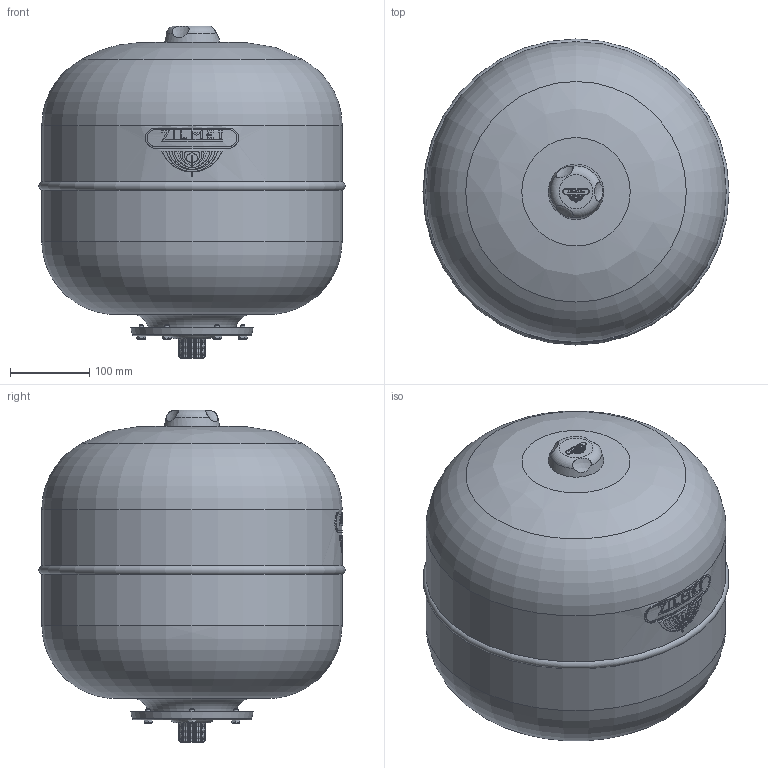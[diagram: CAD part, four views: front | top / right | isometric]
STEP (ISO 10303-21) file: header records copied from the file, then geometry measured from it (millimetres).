
FILE_DESCRIPTION(/* description */ (''),/* implementation_level */ '2;1');
FILE_NAME(/* name */ '00_ULTRA-PRO 35L V 10bar_1100003500.stp',/* time_stamp */ '2019-09-19T16:54:37+03:00',/* author */ ('shkarinov'),/* organization */ (''),/* preprocessor_version */ 'ST-DEVELOPER v16.5',/* originating_system */ 'Autodesk Inventor 2017',/* authorisation */ '');
FILE_SCHEMA (('AUTOMOTIVE_DESIGN { 1 0 10303 214 3 1 1 }'));
Length unit declared in the file: inch
Products named in the file (1): 00_ULTRA-PRO 35L V 10bar_11000035001
Bounding box: 387.24 x 387.24 x 420 mm (x, y, z)
Volume: 34571939.7 mm3; surface area: 595746 mm2
Topology: 1 solids, 2 shells, 423 faces, 1075 edges, 702 vertices
Faces by surface type: plane 238, cylinder 121, torus 43, cone 16, sphere 3, bspline 2
Full cylindrical faces by diameter (mm): 6 x6, 27.225 x1, 107.757 x1, 145.241 x1, 380 x2
Entity records: 14344 total; most frequent: CARTESIAN_POINT 4067, ORIENTED_EDGE 1988, DIRECTION 1980, EDGE_CURVE 992, AXIS2_PLACEMENT_3D 710, VERTEX_POINT 689, LINE 560, VECTOR 560
